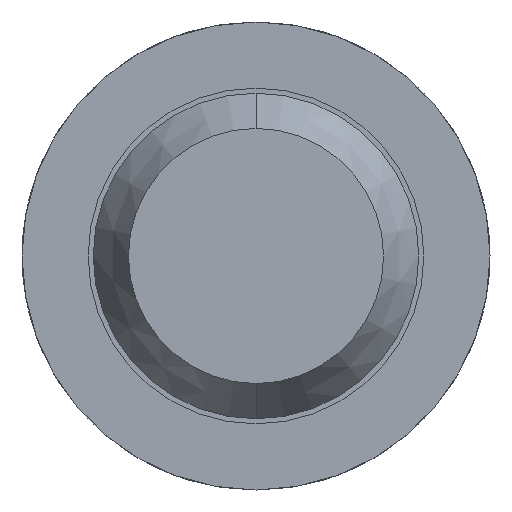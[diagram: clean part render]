
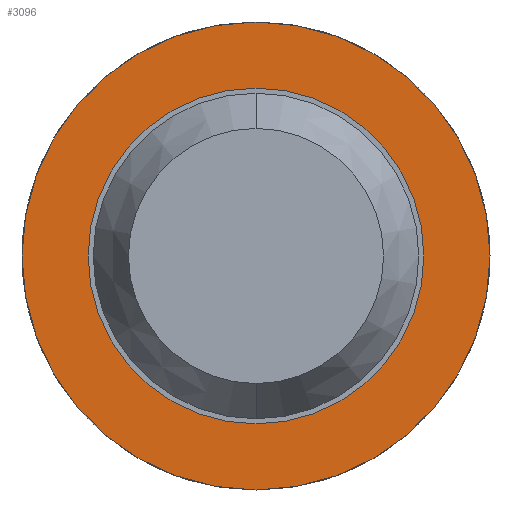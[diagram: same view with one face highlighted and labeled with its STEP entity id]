
A CAD part, front view. The second image highlights one B-rep face of the part: STEP entity #3096.
In plain terms, the highlighted planar face has unit normal (0, -1, 0).
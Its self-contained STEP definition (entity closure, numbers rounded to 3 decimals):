
#8 = CARTESIAN_POINT ( 'NONE',  ( 0., -1.7, -0.825 ) ) ;
#41 = EDGE_CURVE ( 'Defeature ausgef�hrt2_14+Defeature ausgef�hrt2_13+Defeature ausgef�hrt2_13+Defeature ausgef�hrt2_13', #3462, #3862, #2255, .T. ) ;
#235 = EDGE_CURVE ( 'Defeature ausgef�hrt2_10+Defeature ausgef�hrt2_14+Defeature ausgef�hrt2_14+Defeature ausgef�hrt2_14', #952, #607, #2122, .T. ) ;
#269 = DIRECTION ( 'NONE',  ( 0., 0., 1. ) ) ;
#360 = AXIS2_PLACEMENT_3D ( 'NONE', #1030, #2312, #656 ) ;
#508 = EDGE_CURVE ( 'Defeature ausgef�hrt2_10+Defeature ausgef�hrt2_14+Defeature ausgef�hrt2_14+Defeature ausgef�hrt2_14', #607, #952, #1795, .T. ) ;
#607 = VERTEX_POINT ( 'NONE', #1130 ) ;
#654 = CARTESIAN_POINT ( 'NONE',  ( 0., -1.7, 1.15 ) ) ;
#656 = DIRECTION ( 'NONE',  ( 0., 0., 1. ) ) ;
#952 = VERTEX_POINT ( 'NONE', #654 ) ;
#1030 = CARTESIAN_POINT ( 'NONE',  ( 0.825, -1.7, 0. ) ) ;
#1031 = CIRCLE ( 'NONE', #3170, 0.825 ) ;
#1036 = ORIENTED_EDGE ( 'NONE', *, *, #235, .F. ) ;
#1053 = PLANE ( 'NONE',  #360 ) ;
#1130 = CARTESIAN_POINT ( 'NONE',  ( 0., -1.7, -1.15 ) ) ;
#1146 = ORIENTED_EDGE ( 'NONE', *, *, #2015, .T. ) ;
#1180 = DIRECTION ( 'NONE',  ( 0., 0., 1. ) ) ;
#1522 = AXIS2_PLACEMENT_3D ( 'NONE', #2021, #1940, #3206 ) ;
#1795 = CIRCLE ( 'NONE', #2464, 1.15 ) ;
#1940 = DIRECTION ( 'NONE',  ( 0., 1., 0. ) ) ;
#1964 = DIRECTION ( 'NONE',  ( 0., 1., 0. ) ) ;
#2015 = EDGE_CURVE ( 'Defeature ausgef�hrt2_14+Defeature ausgef�hrt2_13+Defeature ausgef�hrt2_13+Defeature ausgef�hrt2_13', #3862, #3462, #1031, .T. ) ;
#2021 = CARTESIAN_POINT ( 'NONE',  ( 0., -1.7, 0. ) ) ;
#2094 = CARTESIAN_POINT ( 'NONE',  ( 0., -1.7, 0. ) ) ;
#2122 = CIRCLE ( 'NONE', #3787, 1.15 ) ;
#2255 = CIRCLE ( 'NONE', #1522, 0.825 ) ;
#2312 = DIRECTION ( 'NONE',  ( 0., 1., 0. ) ) ;
#2459 = DIRECTION ( 'NONE',  ( 0., 1., 0. ) ) ;
#2464 = AXIS2_PLACEMENT_3D ( 'NONE', #2611, #1964, #3841 ) ;
#2611 = CARTESIAN_POINT ( 'NONE',  ( 0., -1.7, 0. ) ) ;
#2632 = EDGE_LOOP ( 'NONE', ( #1036, #3226 ) ) ;
#2856 = DIRECTION ( 'NONE',  ( 0., 1., 0. ) ) ;
#3096 = ADVANCED_FACE ( 'Defeature ausgef�hrt2_14', ( #3886, #3200 ), #1053, .F. ) ;
#3170 = AXIS2_PLACEMENT_3D ( 'NONE', #3438, #2856, #269 ) ;
#3200 = FACE_BOUND ( 'NONE', #3403, .T. ) ;
#3206 = DIRECTION ( 'NONE',  ( 0., 0., 1. ) ) ;
#3226 = ORIENTED_EDGE ( 'NONE', *, *, #508, .F. ) ;
#3229 = CARTESIAN_POINT ( 'NONE',  ( 0., -1.7, 0.825 ) ) ;
#3403 = EDGE_LOOP ( 'NONE', ( #1146, #3989 ) ) ;
#3438 = CARTESIAN_POINT ( 'NONE',  ( 0., -1.7, 0. ) ) ;
#3462 = VERTEX_POINT ( 'NONE', #8 ) ;
#3787 = AXIS2_PLACEMENT_3D ( 'NONE', #2094, #2459, #1180 ) ;
#3841 = DIRECTION ( 'NONE',  ( 0., 0., 1. ) ) ;
#3862 = VERTEX_POINT ( 'NONE', #3229 ) ;
#3886 = FACE_OUTER_BOUND ( 'NONE', #2632, .T. ) ;
#3989 = ORIENTED_EDGE ( 'NONE', *, *, #41, .T. ) ;
